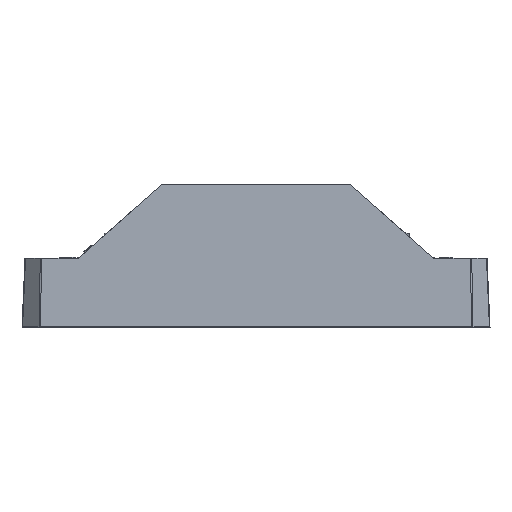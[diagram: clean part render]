
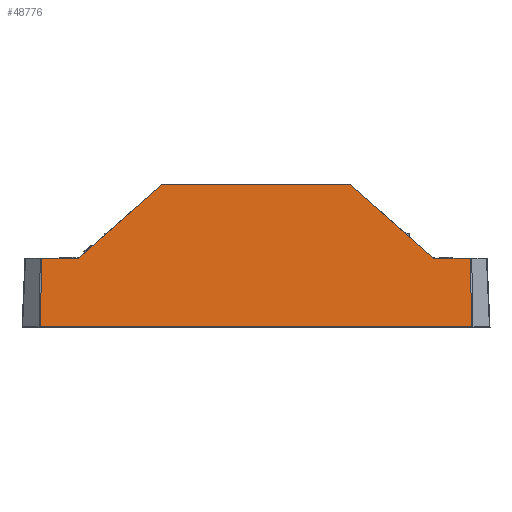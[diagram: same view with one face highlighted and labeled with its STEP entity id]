
A CAD part, top view. The second image highlights one B-rep face of the part: STEP entity #48776.
In plain terms, the highlighted face is planar.
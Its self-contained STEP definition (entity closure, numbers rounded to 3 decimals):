
#737 = LINE ( 'NONE', #13234, #33950 ) ;
#1067 = VECTOR ( 'NONE', #23710, 1000. ) ;
#4221 = CARTESIAN_POINT ( 'NONE',  ( 33.442, 13.534, 10.658 ) ) ;
#4375 = CARTESIAN_POINT ( 'NONE',  ( -33.442, 13.534, 10.658 ) ) ;
#4453 = CARTESIAN_POINT ( 'NONE',  ( 33.635, 13.069, 0. ) ) ;
#5134 = CARTESIAN_POINT ( 'NONE',  ( 27.697, 13.534, 10.658 ) ) ;
#5386 = VECTOR ( 'NONE', #61189, 1000. ) ;
#7472 = FACE_OUTER_BOUND ( 'NONE', #12266, .T. ) ;
#7948 = CARTESIAN_POINT ( 'NONE',  ( -36.504, 14.036, 22.145 ) ) ;
#8455 = DIRECTION ( 'NONE',  ( -1., 0., 0. ) ) ;
#11270 = VERTEX_POINT ( 'NONE', #42212 ) ;
#12250 = ORIENTED_EDGE ( 'NONE', *, *, #72701, .T. ) ;
#12266 = EDGE_LOOP ( 'NONE', ( #76027, #41785, #16004, #60445, #14114, #12250, #21633, #68390 ) ) ;
#12964 = DIRECTION ( 'NONE',  ( -1., 0., 0. ) ) ;
#12980 = VERTEX_POINT ( 'NONE', #4221 ) ;
#13234 = CARTESIAN_POINT ( 'NONE',  ( -36.504, 13.534, 10.658 ) ) ;
#13999 = CARTESIAN_POINT ( 'NONE',  ( 27.697, 13.534, 10.658 ) ) ;
#14114 = ORIENTED_EDGE ( 'NONE', *, *, #56859, .T. ) ;
#16004 = ORIENTED_EDGE ( 'NONE', *, *, #26391, .T. ) ;
#16375 = CARTESIAN_POINT ( 'NONE',  ( -14.707, 14.036, 22.145 ) ) ;
#17068 = LINE ( 'NONE', #7948, #64020 ) ;
#20059 = EDGE_CURVE ( 'NONE', #53714, #48639, #24522, .T. ) ;
#21633 = ORIENTED_EDGE ( 'NONE', *, *, #20059, .T. ) ;
#23710 = DIRECTION ( 'NONE',  ( 1., 0., 0. ) ) ;
#23950 = DIRECTION ( 'NONE',  ( 0., -0.999, 0.044 ) ) ;
#24522 = LINE ( 'NONE', #16375, #54879 ) ;
#26391 = EDGE_CURVE ( 'NONE', #11270, #12980, #46310, .T. ) ;
#28795 = CARTESIAN_POINT ( 'NONE',  ( -33.635, 13.069, 0. ) ) ;
#31815 = VERTEX_POINT ( 'NONE', #13999 ) ;
#32771 = AXIS2_PLACEMENT_3D ( 'NONE', #71498, #23950, #65086 ) ;
#33950 = VECTOR ( 'NONE', #12964, 1000. ) ;
#38079 = VECTOR ( 'NONE', #64137, 1000. ) ;
#39479 = DIRECTION ( 'NONE',  ( -0.018, -0.044, -0.999 ) ) ;
#41785 = ORIENTED_EDGE ( 'NONE', *, *, #64578, .T. ) ;
#41903 = VECTOR ( 'NONE', #58413, 1000. ) ;
#42212 = CARTESIAN_POINT ( 'NONE',  ( 33.635, 13.069, 0. ) ) ;
#43347 = LINE ( 'NONE', #70994, #1067 ) ;
#46310 = LINE ( 'NONE', #4453, #38079 ) ;
#46435 = VECTOR ( 'NONE', #39479, 1000. ) ;
#46890 = EDGE_CURVE ( 'NONE', #71181, #73881, #60277, .T. ) ;
#47048 = CARTESIAN_POINT ( 'NONE',  ( -27.697, 13.534, 10.658 ) ) ;
#47719 = LINE ( 'NONE', #49854, #5386 ) ;
#48639 = VERTEX_POINT ( 'NONE', #47048 ) ;
#48776 = ADVANCED_FACE ( 'NONE', ( #7472 ), #65591, .T. ) ;
#49854 = CARTESIAN_POINT ( 'NONE',  ( -36.504, 13.534, 10.658 ) ) ;
#53714 = VERTEX_POINT ( 'NONE', #55747 ) ;
#54879 = VECTOR ( 'NONE', #57560, 1000. ) ;
#55747 = CARTESIAN_POINT ( 'NONE',  ( -14.707, 14.036, 22.145 ) ) ;
#55756 = LINE ( 'NONE', #5134, #41903 ) ;
#56859 = EDGE_CURVE ( 'NONE', #31815, #66209, #55756, .T. ) ;
#57560 = DIRECTION ( 'NONE',  ( -0.749, -0.029, -0.662 ) ) ;
#58413 = DIRECTION ( 'NONE',  ( -0.749, 0.029, 0.662 ) ) ;
#60277 = LINE ( 'NONE', #74967, #46435 ) ;
#60445 = ORIENTED_EDGE ( 'NONE', *, *, #63222, .T. ) ;
#61189 = DIRECTION ( 'NONE',  ( -1., 0., 0. ) ) ;
#63222 = EDGE_CURVE ( 'NONE', #12980, #31815, #47719, .T. ) ;
#64020 = VECTOR ( 'NONE', #8455, 1000. ) ;
#64137 = DIRECTION ( 'NONE',  ( -0.018, 0.044, 0.999 ) ) ;
#64578 = EDGE_CURVE ( 'NONE', #73881, #11270, #43347, .T. ) ;
#65086 = DIRECTION ( 'NONE',  ( 0., -0.044, -0.999 ) ) ;
#65591 = PLANE ( 'NONE',  #32771 ) ;
#66209 = VERTEX_POINT ( 'NONE', #75672 ) ;
#66623 = EDGE_CURVE ( 'NONE', #48639, #71181, #737, .T. ) ;
#68390 = ORIENTED_EDGE ( 'NONE', *, *, #66623, .T. ) ;
#70994 = CARTESIAN_POINT ( 'NONE',  ( -36.504, 13.069, 0. ) ) ;
#71181 = VERTEX_POINT ( 'NONE', #4375 ) ;
#71498 = CARTESIAN_POINT ( 'NONE',  ( -36.504, 13.069, 0. ) ) ;
#72701 = EDGE_CURVE ( 'NONE', #66209, #53714, #17068, .T. ) ;
#73881 = VERTEX_POINT ( 'NONE', #28795 ) ;
#74967 = CARTESIAN_POINT ( 'NONE',  ( -33.442, 13.534, 10.658 ) ) ;
#75672 = CARTESIAN_POINT ( 'NONE',  ( 14.707, 14.036, 22.145 ) ) ;
#76027 = ORIENTED_EDGE ( 'NONE', *, *, #46890, .T. ) ;
